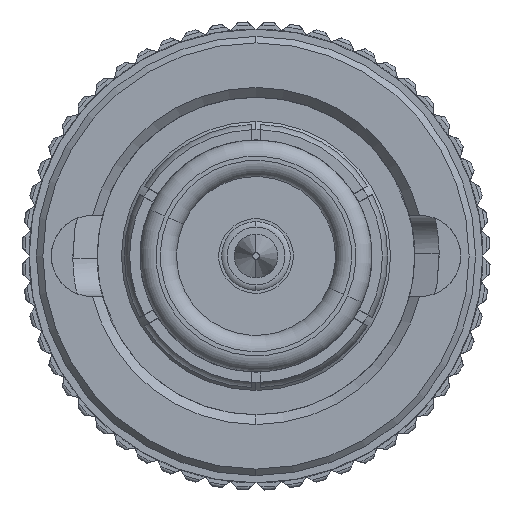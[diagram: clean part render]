
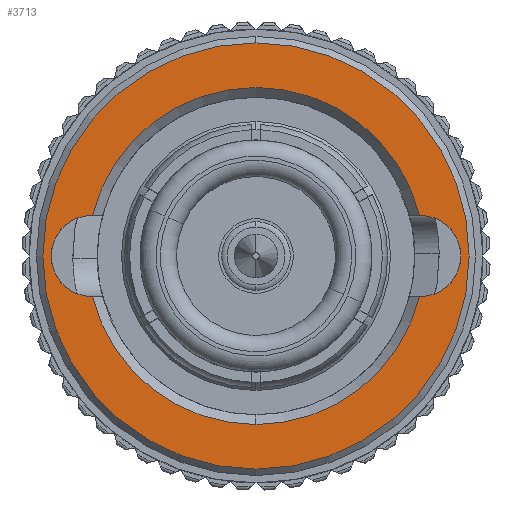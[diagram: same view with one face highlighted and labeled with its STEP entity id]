
A CAD part, left-side view. The second image highlights one B-rep face of the part: STEP entity #3713.
In plain terms, the highlighted planar face has unit normal (-1, 0, 0).
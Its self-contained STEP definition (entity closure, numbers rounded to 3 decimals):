
#29 = EDGE_CURVE ( 'NONE', #11431, #13867, #5113, .T. ) ;
#234 = CARTESIAN_POINT ( 'NONE',  ( -0.3, -4.6, -1.25 ) ) ;
#654 = VECTOR ( 'NONE', #19024, 1000. ) ;
#790 = VECTOR ( 'NONE', #6206, 1000. ) ;
#960 = DIRECTION ( 'NONE',  ( 0., 0., -1. ) ) ;
#1056 = CARTESIAN_POINT ( 'NONE',  ( -0.3, -5.07, -1.25 ) ) ;
#1176 = CARTESIAN_POINT ( 'NONE',  ( -0.3, -5.048, 1.25 ) ) ;
#1343 = DIRECTION ( 'NONE',  ( 1., 0., 0. ) ) ;
#1515 = AXIS2_PLACEMENT_3D ( 'NONE', #7249, #13032, #13231 ) ;
#1773 = CARTESIAN_POINT ( 'NONE',  ( -0.3, 5.07, 0. ) ) ;
#1868 = CIRCLE ( 'NONE', #17526, 1.25 ) ;
#2395 = CARTESIAN_POINT ( 'NONE',  ( -0.3, 5.07, -1.25 ) ) ;
#2825 = AXIS2_PLACEMENT_3D ( 'NONE', #5261, #1343, #960 ) ;
#2924 = EDGE_LOOP ( 'NONE', ( #10566, #10985, #17087, #16165, #14070, #5858, #13585, #7623, #18249 ) ) ;
#3234 = EDGE_CURVE ( 'NONE', #11431, #8576, #16826, .T. ) ;
#3713 = ADVANCED_FACE ( 'NONE', ( #15870, #5599 ), #17652, .T. ) ;
#3808 = CIRCLE ( 'NONE', #4743, 6.575 ) ;
#4271 = DIRECTION ( 'NONE',  ( -1., 0., 0. ) ) ;
#4474 = CARTESIAN_POINT ( 'NONE',  ( -0.3, 0., 0. ) ) ;
#4743 = AXIS2_PLACEMENT_3D ( 'NONE', #5141, #12390, #16910 ) ;
#5037 = AXIS2_PLACEMENT_3D ( 'NONE', #1773, #13624, #9300 ) ;
#5113 = LINE ( 'NONE', #234, #790 ) ;
#5141 = CARTESIAN_POINT ( 'NONE',  ( -0.3, 0., 0. ) ) ;
#5196 = CARTESIAN_POINT ( 'NONE',  ( -0.3, -5.07, 0. ) ) ;
#5256 = EDGE_CURVE ( 'NONE', #9765, #13408, #6517, .T. ) ;
#5261 = CARTESIAN_POINT ( 'NONE',  ( -0.3, 0., 0. ) ) ;
#5552 = DIRECTION ( 'NONE',  ( 1., 0., 0. ) ) ;
#5596 = VECTOR ( 'NONE', #8371, 1000. ) ;
#5599 = FACE_BOUND ( 'NONE', #2924, .T. ) ;
#5641 = EDGE_CURVE ( 'NONE', #18795, #9856, #9846, .T. ) ;
#5701 = CARTESIAN_POINT ( 'NONE',  ( -0.3, -4.6, 1.25 ) ) ;
#5741 = CIRCLE ( 'NONE', #6049, 5.2 ) ;
#5744 = DIRECTION ( 'NONE',  ( 0., 1., 0. ) ) ;
#5858 = ORIENTED_EDGE ( 'NONE', *, *, #5641, .F. ) ;
#5903 = CARTESIAN_POINT ( 'NONE',  ( -0.3, -5.07, 1.25 ) ) ;
#6049 = AXIS2_PLACEMENT_3D ( 'NONE', #17312, #5552, #17208 ) ;
#6206 = DIRECTION ( 'NONE',  ( 0., -1., 0. ) ) ;
#6517 = CIRCLE ( 'NONE', #19349, 6.575 ) ;
#7178 = DIRECTION ( 'NONE',  ( 1., 0., 0. ) ) ;
#7219 = VECTOR ( 'NONE', #5744, 1000. ) ;
#7249 = CARTESIAN_POINT ( 'NONE',  ( -0.3, -4.9, 0. ) ) ;
#7623 = ORIENTED_EDGE ( 'NONE', *, *, #8129, .F. ) ;
#7718 = VERTEX_POINT ( 'NONE', #1176 ) ;
#7755 = AXIS2_PLACEMENT_3D ( 'NONE', #11689, #7178, #13162 ) ;
#8129 = EDGE_CURVE ( 'NONE', #12963, #18858, #11904, .T. ) ;
#8371 = DIRECTION ( 'NONE',  ( 0., -1., 0. ) ) ;
#8576 = VERTEX_POINT ( 'NONE', #17963 ) ;
#9300 = DIRECTION ( 'NONE',  ( 0., 0., -1. ) ) ;
#9765 = VERTEX_POINT ( 'NONE', #15529 ) ;
#9846 = LINE ( 'NONE', #2395, #5596 ) ;
#9856 = VERTEX_POINT ( 'NONE', #16474 ) ;
#10073 = CARTESIAN_POINT ( 'NONE',  ( -0.3, 5.07, 1.25 ) ) ;
#10245 = DIRECTION ( 'NONE',  ( 0., 0., -1. ) ) ;
#10566 = ORIENTED_EDGE ( 'NONE', *, *, #13008, .F. ) ;
#10973 = CIRCLE ( 'NONE', #5037, 1.25 ) ;
#10985 = ORIENTED_EDGE ( 'NONE', *, *, #17077, .F. ) ;
#11161 = DIRECTION ( 'NONE',  ( -1., 0., 0. ) ) ;
#11369 = DIRECTION ( 'NONE',  ( 0., 0., 1. ) ) ;
#11431 = VERTEX_POINT ( 'NONE', #14613 ) ;
#11689 = CARTESIAN_POINT ( 'NONE',  ( -0.3, 0., 0. ) ) ;
#11904 = LINE ( 'NONE', #15030, #7219 ) ;
#12091 = EDGE_CURVE ( 'NONE', #8576, #9856, #5741, .T. ) ;
#12390 = DIRECTION ( 'NONE',  ( -1., 0., 0. ) ) ;
#12821 = CARTESIAN_POINT ( 'NONE',  ( -0.3, 5.07, -1.25 ) ) ;
#12963 = VERTEX_POINT ( 'NONE', #19313 ) ;
#13008 = EDGE_CURVE ( 'NONE', #15607, #7718, #16267, .T. ) ;
#13032 = DIRECTION ( 'NONE',  ( -1., 0., 0. ) ) ;
#13162 = DIRECTION ( 'NONE',  ( 0., 0., -1. ) ) ;
#13182 = EDGE_CURVE ( 'NONE', #18858, #18795, #10973, .T. ) ;
#13231 = DIRECTION ( 'NONE',  ( 0., 0., -1. ) ) ;
#13255 = ORIENTED_EDGE ( 'NONE', *, *, #5256, .T. ) ;
#13408 = VERTEX_POINT ( 'NONE', #17833 ) ;
#13509 = EDGE_LOOP ( 'NONE', ( #13255, #18635 ) ) ;
#13585 = ORIENTED_EDGE ( 'NONE', *, *, #13182, .F. ) ;
#13624 = DIRECTION ( 'NONE',  ( -1., 0., 0. ) ) ;
#13777 = EDGE_CURVE ( 'NONE', #12963, #7718, #16603, .T. ) ;
#13867 = VERTEX_POINT ( 'NONE', #1056 ) ;
#14070 = ORIENTED_EDGE ( 'NONE', *, *, #12091, .T. ) ;
#14112 = EDGE_CURVE ( 'NONE', #13408, #9765, #3808, .T. ) ;
#14613 = CARTESIAN_POINT ( 'NONE',  ( -0.3, -5.048, -1.25 ) ) ;
#15030 = CARTESIAN_POINT ( 'NONE',  ( -0.3, 5.07, 1.25 ) ) ;
#15529 = CARTESIAN_POINT ( 'NONE',  ( -0.3, 0., 6.575 ) ) ;
#15607 = VERTEX_POINT ( 'NONE', #5903 ) ;
#15870 = FACE_OUTER_BOUND ( 'NONE', #13509, .T. ) ;
#16165 = ORIENTED_EDGE ( 'NONE', *, *, #3234, .T. ) ;
#16267 = LINE ( 'NONE', #5701, #654 ) ;
#16474 = CARTESIAN_POINT ( 'NONE',  ( -0.3, 5.048, -1.25 ) ) ;
#16603 = CIRCLE ( 'NONE', #2825, 5.2 ) ;
#16826 = CIRCLE ( 'NONE', #7755, 5.2 ) ;
#16910 = DIRECTION ( 'NONE',  ( 0., 0., -1. ) ) ;
#17077 = EDGE_CURVE ( 'NONE', #13867, #15607, #1868, .T. ) ;
#17087 = ORIENTED_EDGE ( 'NONE', *, *, #29, .F. ) ;
#17208 = DIRECTION ( 'NONE',  ( 0., 0., -1. ) ) ;
#17312 = CARTESIAN_POINT ( 'NONE',  ( -0.3, 0., 0. ) ) ;
#17526 = AXIS2_PLACEMENT_3D ( 'NONE', #5196, #11161, #11369 ) ;
#17652 = PLANE ( 'NONE',  #1515 ) ;
#17833 = CARTESIAN_POINT ( 'NONE',  ( -0.3, 0., -6.575 ) ) ;
#17963 = CARTESIAN_POINT ( 'NONE',  ( -0.3, 0., -5.2 ) ) ;
#18249 = ORIENTED_EDGE ( 'NONE', *, *, #13777, .T. ) ;
#18635 = ORIENTED_EDGE ( 'NONE', *, *, #14112, .T. ) ;
#18795 = VERTEX_POINT ( 'NONE', #12821 ) ;
#18858 = VERTEX_POINT ( 'NONE', #10073 ) ;
#19024 = DIRECTION ( 'NONE',  ( 0., 1., 0. ) ) ;
#19313 = CARTESIAN_POINT ( 'NONE',  ( -0.3, 5.048, 1.25 ) ) ;
#19349 = AXIS2_PLACEMENT_3D ( 'NONE', #4474, #4271, #10245 ) ;
